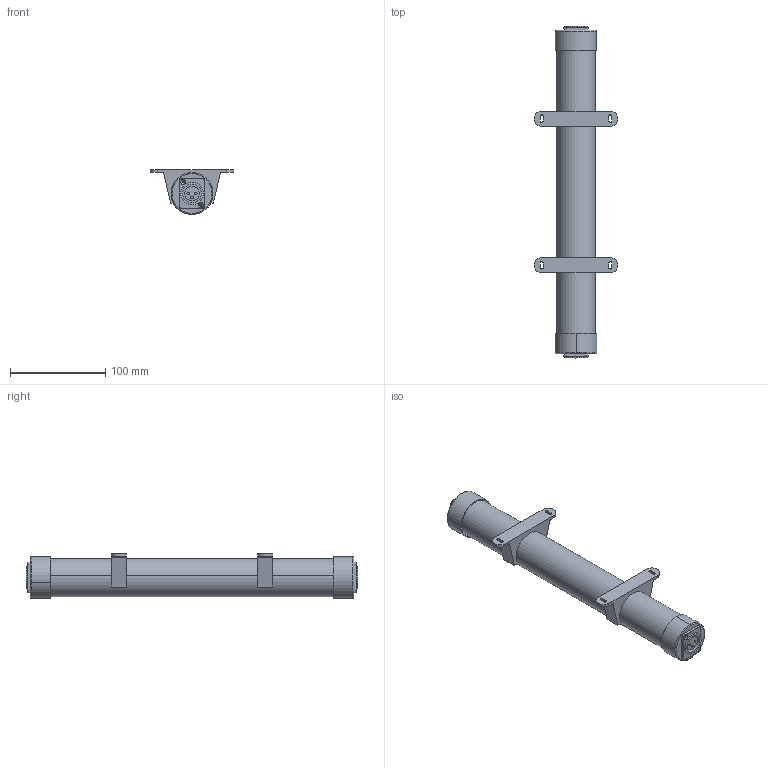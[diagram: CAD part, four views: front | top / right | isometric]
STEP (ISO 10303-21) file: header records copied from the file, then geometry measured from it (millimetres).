
FILE_DESCRIPTION (( 'STEP AP214' ), '1' );
FILE_NAME ('M02 LED Grow Light Module.STEP', '2016-11-29T10:42:26', ( 'aaa' ), ( '' ), 'SwSTEP 2.0', 'SolidWorks 2015', '' );
FILE_SCHEMA (( 'AUTOMOTIVE_DESIGN' ));
Length unit declared in the file: millimetre
Products named in the file (8): P02.1 Tube Cap Left; P02.3 XLR connector; P02.4 Tube Holder Rigid; P02.8 LED Module; P02.7 DIN Rail; P02.6 Transparent Tubing; P02.2 Tube Cap Right; M02 LED Grow Light Module
Assembly tree (9 placements, depth 2):
  M02 LED Grow Light Module
    P02.2 Tube Cap Right
    P02.6 Transparent Tubing
    P02.7 DIN Rail
    P02.8 LED Module
    P02.4 Tube Holder Rigid  x2
    P02.3 XLR connector  x2
    P02.1 Tube Cap Left
Bounding box: 88 x 349 x 47.3 mm (x, y, z)
Volume: 177853.2 mm3; surface area: 164981 mm2
Topology: 9 solids, 9 shells, 509 faces, 1267 edges, 826 vertices
Faces by surface type: cylinder 250, plane 219, torus 32, cone 8
Entity records: 12683 total; most frequent: DIRECTION 2293, CARTESIAN_POINT 2136, ORIENTED_EDGE 2046, EDGE_CURVE 1023, AXIS2_PLACEMENT_3D 859, VERTEX_POINT 670, LINE 575, VECTOR 575
